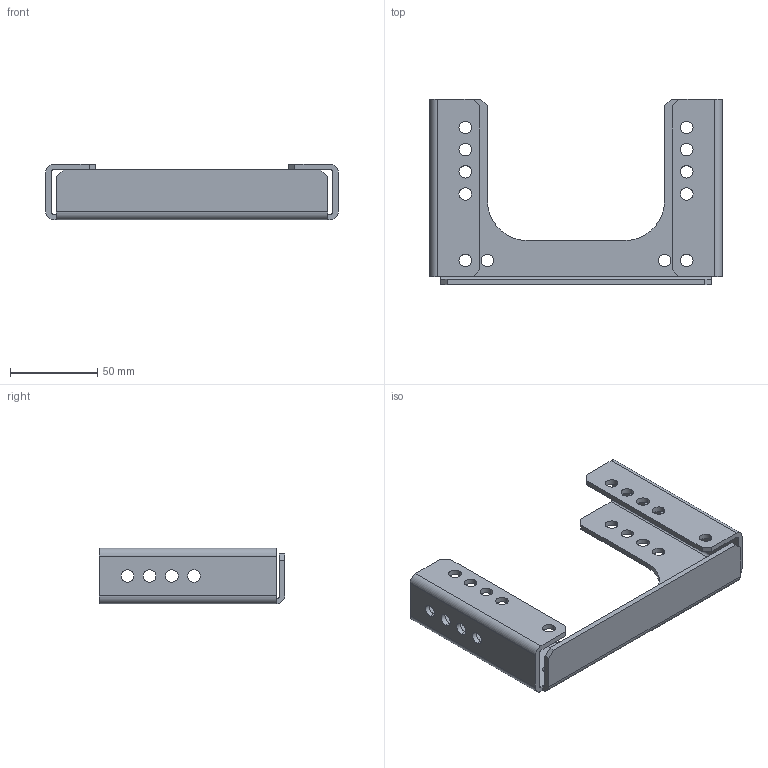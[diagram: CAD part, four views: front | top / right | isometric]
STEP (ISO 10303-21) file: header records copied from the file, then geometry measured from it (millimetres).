
FILE_DESCRIPTION((''),'2;1');
FILE_NAME('KitBot_ENDCAP.stp','2007-01-11T21:24:55',('uidk0133'),(''),'Autodesk Inventor (R) 6.0','Autodesk Inventor (R) 6.0','');
FILE_SCHEMA(('AUTOMOTIVE_DESIGN { 1 0 10303 214 1 1 1 1 }'));
Length unit declared in the file: inch
Products named in the file (1): KitBot_ENDCAP
Bounding box: 167.56 x 106.32 x 31.9 mm (x, y, z)
Volume: 69392.3 mm3; surface area: 50425.2 mm2
Topology: 1 solids, 1 shells, 104 faces, 306 edges, 204 vertices
Faces by surface type: bspline 38, cylinder 34, plane 32
Entity records: 4173 total; most frequent: CARTESIAN_POINT 1261, ORIENTED_EDGE 612, DIRECTION 584, EDGE_CURVE 306, AXIS2_PLACEMENT_3D 211, VERTEX_POINT 204, EDGE_LOOP 164, VECTOR 162
